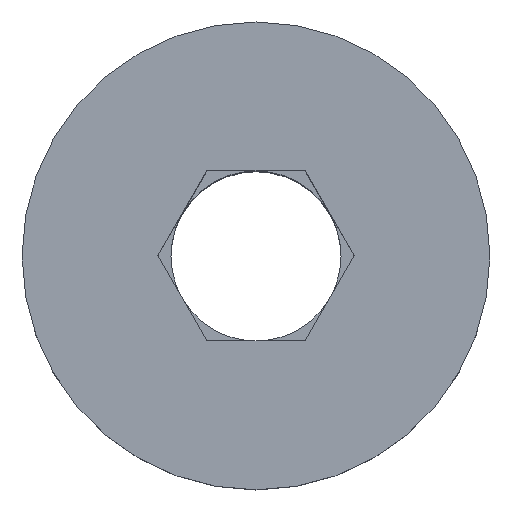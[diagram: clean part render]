
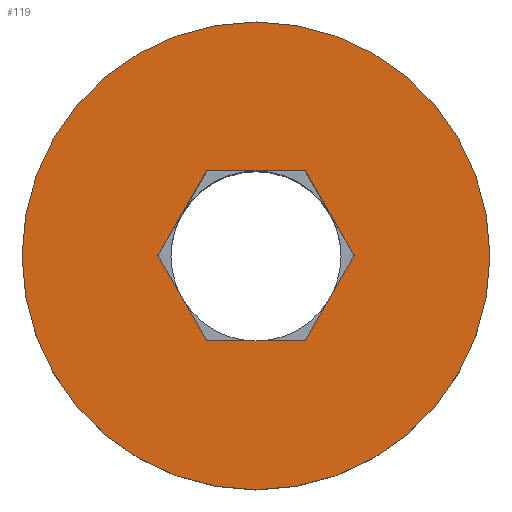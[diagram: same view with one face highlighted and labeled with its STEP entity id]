
A CAD part, top view. The second image highlights one B-rep face of the part: STEP entity #119.
In plain terms, the highlighted planar face has unit normal (0, 0, 1).
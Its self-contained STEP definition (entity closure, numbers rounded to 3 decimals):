
#119=ADVANCED_FACE('',(#239,#240),#241,.T.);
#239=FACE_BOUND('',#360,.T.);
#240=FACE_OUTER_BOUND('',#361,.T.);
#241=PLANE('',#362);
#360=EDGE_LOOP('',(#627,#628,#629,#630,#631,#632));
#361=EDGE_LOOP('',(#633,#634));
#362=AXIS2_PLACEMENT_3D('',#635,#636,#637);
#627=ORIENTED_EDGE('',*,*,#794,.T.);
#628=ORIENTED_EDGE('',*,*,#799,.T.);
#629=ORIENTED_EDGE('',*,*,#796,.T.);
#630=ORIENTED_EDGE('',*,*,#784,.T.);
#631=ORIENTED_EDGE('',*,*,#788,.T.);
#632=ORIENTED_EDGE('',*,*,#791,.T.);
#633=ORIENTED_EDGE('',*,*,#726,.F.);
#634=ORIENTED_EDGE('',*,*,#801,.F.);
#635=CARTESIAN_POINT('',(0.,-5.5,0.0));
#636=DIRECTION('',(0.,0.,1.0));
#637=DIRECTION('',(0.,1.0,0.0));
#726=EDGE_CURVE('',#859,#861,#862,.T.);
#784=EDGE_CURVE('',#943,#941,#944,.T.);
#788=EDGE_CURVE('',#941,#947,#949,.T.);
#791=EDGE_CURVE('',#947,#951,#953,.T.);
#794=EDGE_CURVE('',#951,#955,#957,.T.);
#796=EDGE_CURVE('',#959,#943,#960,.T.);
#799=EDGE_CURVE('',#955,#959,#963,.T.);
#801=EDGE_CURVE('',#861,#859,#965,.T.);
#859=VERTEX_POINT('',#1030);
#861=VERTEX_POINT('',#1033);
#862=CIRCLE('',#1034,11.0);
#941=VERTEX_POINT('',#1136);
#943=VERTEX_POINT('',#1139);
#944=LINE('',#1140,#1141);
#947=VERTEX_POINT('',#1145);
#949=LINE('',#1148,#1149);
#951=VERTEX_POINT('',#1151);
#953=LINE('',#1154,#1155);
#955=VERTEX_POINT('',#1157);
#957=LINE('',#1160,#1161);
#959=VERTEX_POINT('',#1163);
#960=LINE('',#1164,#1165);
#963=LINE('',#1169,#1170);
#965=CIRCLE('',#1172,11.0);
#1030=CARTESIAN_POINT('',(0.,-11.0,0.0));
#1033=CARTESIAN_POINT('',(0.,11.0,0.));
#1034=AXIS2_PLACEMENT_3D('',#1239,#1240,#1241);
#1136=CARTESIAN_POINT('',(2.309,4.0,0.));
#1139=CARTESIAN_POINT('',(-2.309,4.0,0.));
#1140=CARTESIAN_POINT('',(0.,4.0,0.0));
#1141=VECTOR('',#1314,1.0);
#1145=CARTESIAN_POINT('',(4.619,0.,0.));
#1148=CARTESIAN_POINT('',(4.655,-0.062,0.));
#1149=VECTOR('',#1317,1.0);
#1151=CARTESIAN_POINT('',(2.309,-4.0,0.));
#1154=CARTESIAN_POINT('',(2.273,-4.063,0.));
#1155=VECTOR('',#1319,1.0);
#1157=CARTESIAN_POINT('',(-2.309,-4.0,0.));
#1160=CARTESIAN_POINT('',(0.577,-4.0,0.));
#1161=VECTOR('',#1321,1.0);
#1163=CARTESIAN_POINT('',(-4.619,0.,0.));
#1164=CARTESIAN_POINT('',(-4.655,-0.062,0.));
#1165=VECTOR('',#1322,1.0);
#1169=CARTESIAN_POINT('',(-2.273,-4.063,0.));
#1170=VECTOR('',#1324,1.0);
#1172=AXIS2_PLACEMENT_3D('',#1325,#1326,#1327);
#1239=CARTESIAN_POINT('',(0.,0.,0.0));
#1240=DIRECTION('',(0.,0.,-1.0));
#1241=DIRECTION('',(0.,-1.0,0.0));
#1314=DIRECTION('',(1.0,0.,0.));
#1317=DIRECTION('',(0.5,-0.866,0.));
#1319=DIRECTION('',(-0.5,-0.866,0.));
#1321=DIRECTION('',(-1.0,0.,0.));
#1322=DIRECTION('',(0.5,0.866,0.));
#1324=DIRECTION('',(-0.5,0.866,0.));
#1325=CARTESIAN_POINT('',(0.,0.,0.0));
#1326=DIRECTION('',(0.,0.,-1.0));
#1327=DIRECTION('',(0.,-1.0,0.0));
